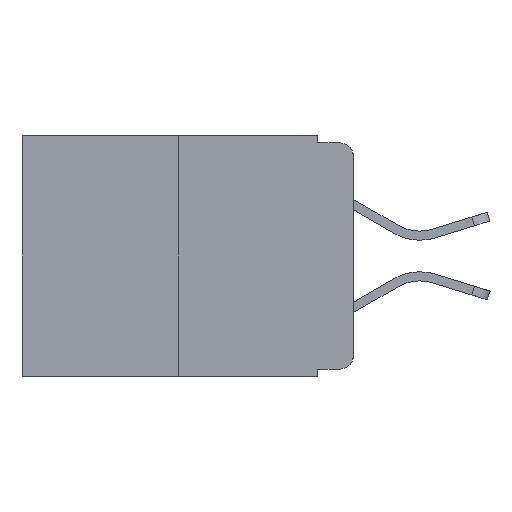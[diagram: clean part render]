
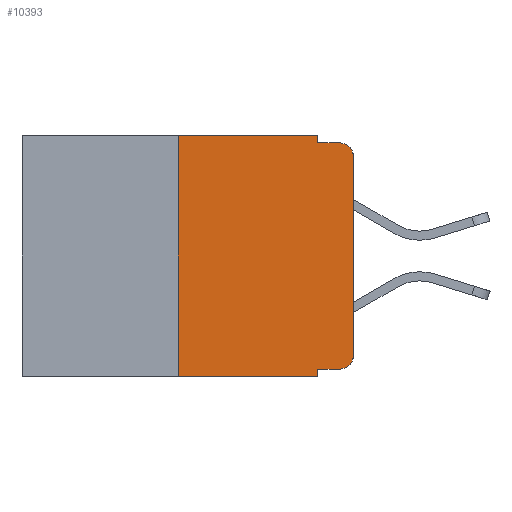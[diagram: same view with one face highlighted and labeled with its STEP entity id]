
A CAD part, left-side view. The second image highlights one B-rep face of the part: STEP entity #10393.
In plain terms, the highlighted planar face has unit normal (-1, 0, 0).
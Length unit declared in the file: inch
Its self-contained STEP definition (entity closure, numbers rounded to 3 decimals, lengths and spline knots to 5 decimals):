
#217 = VERTEX_POINT ( 'NONE', #2673 ) ;
#249 = VERTEX_POINT ( 'NONE', #9184 ) ;
#474 = FACE_OUTER_BOUND ( 'NONE', #10790, .T. ) ;
#497 = LINE ( 'NONE', #5943, #8353 ) ;
#721 = DIRECTION ( 'NONE',  ( 0., 0., 1. ) ) ;
#1017 = DIRECTION ( 'NONE',  ( 0., 0., -1. ) ) ;
#1089 = VECTOR ( 'NONE', #4378, 39.37008 ) ;
#1334 = ORIENTED_EDGE ( 'NONE', *, *, #14055, .T. ) ;
#1357 = EDGE_CURVE ( 'NONE', #3929, #9633, #3820, .T. ) ;
#1646 = VERTEX_POINT ( 'NONE', #12163 ) ;
#1739 = DIRECTION ( 'NONE',  ( -1., 0., 0. ) ) ;
#1836 = CARTESIAN_POINT ( 'NONE',  ( 0., 0.02, -0.03 ) ) ;
#2614 = DIRECTION ( 'NONE',  ( 0., 0., -1. ) ) ;
#2673 = CARTESIAN_POINT ( 'NONE',  ( 0., 0.051, 0. ) ) ;
#2755 = ORIENTED_EDGE ( 'NONE', *, *, #10660, .F. ) ;
#3418 = DIRECTION ( 'NONE',  ( 0., 0., -1. ) ) ;
#3820 = CIRCLE ( 'NONE', #8773, 0.02 ) ;
#3883 = VERTEX_POINT ( 'NONE', #3981 ) ;
#3929 = VERTEX_POINT ( 'NONE', #9658 ) ;
#3981 = CARTESIAN_POINT ( 'NONE',  ( 0., 0.02, -0.01 ) ) ;
#4142 = CARTESIAN_POINT ( 'NONE',  ( 0., 0.051, -0.333 ) ) ;
#4378 = DIRECTION ( 'NONE',  ( 0., -1., 0. ) ) ;
#4476 = CARTESIAN_POINT ( 'NONE',  ( 0., 0.051, -0.01 ) ) ;
#4788 = ORIENTED_EDGE ( 'NONE', *, *, #9736, .T. ) ;
#5001 = AXIS2_PLACEMENT_3D ( 'NONE', #1836, #1739, #6218 ) ;
#5035 = LINE ( 'NONE', #11373, #12445 ) ;
#5139 = LINE ( 'NONE', #10019, #1089 ) ;
#5495 = VERTEX_POINT ( 'NONE', #10637 ) ;
#5788 = DIRECTION ( 'NONE',  ( 0., -1., 0. ) ) ;
#5830 = PLANE ( 'NONE',  #8376 ) ;
#5943 = CARTESIAN_POINT ( 'NONE',  ( 0., 0.051, 0. ) ) ;
#5999 = DIRECTION ( 'NONE',  ( 0., 0., 1. ) ) ;
#6086 = VECTOR ( 'NONE', #5788, 39.37008 ) ;
#6218 = DIRECTION ( 'NONE',  ( 0., 0., -1. ) ) ;
#6518 = ORIENTED_EDGE ( 'NONE', *, *, #10227, .T. ) ;
#6526 = VECTOR ( 'NONE', #12185, 39.37008 ) ;
#6589 = EDGE_CURVE ( 'NONE', #1646, #3883, #12381, .T. ) ;
#6803 = CARTESIAN_POINT ( 'NONE',  ( 0., 0.051, -0.343 ) ) ;
#6882 = CIRCLE ( 'NONE', #5001, 0.02 ) ;
#7079 = VERTEX_POINT ( 'NONE', #4142 ) ;
#7257 = CARTESIAN_POINT ( 'NONE',  ( 0., 0., 0. ) ) ;
#7399 = DIRECTION ( 'NONE',  ( -1., 0., 0. ) ) ;
#7531 = CARTESIAN_POINT ( 'NONE',  ( 0., 0.051, 0. ) ) ;
#7723 = ORIENTED_EDGE ( 'NONE', *, *, #10936, .F. ) ;
#8077 = CARTESIAN_POINT ( 'NONE',  ( 0., 0.473, 0. ) ) ;
#8353 = VECTOR ( 'NONE', #2614, 39.37008 ) ;
#8376 = AXIS2_PLACEMENT_3D ( 'NONE', #8077, #11766, #9594 ) ;
#8629 = VERTEX_POINT ( 'NONE', #11332 ) ;
#8671 = VECTOR ( 'NONE', #1017, 39.37008 ) ;
#8773 = AXIS2_PLACEMENT_3D ( 'NONE', #13946, #7399, #3418 ) ;
#9040 = LINE ( 'NONE', #12346, #6086 ) ;
#9082 = VERTEX_POINT ( 'NONE', #6803 ) ;
#9184 = CARTESIAN_POINT ( 'NONE',  ( 0., 0.25, -0.343 ) ) ;
#9309 = LINE ( 'NONE', #11649, #11033 ) ;
#9474 = ORIENTED_EDGE ( 'NONE', *, *, #9645, .F. ) ;
#9594 = DIRECTION ( 'NONE',  ( 0., 0., -1. ) ) ;
#9633 = VERTEX_POINT ( 'NONE', #13520 ) ;
#9645 = EDGE_CURVE ( 'NONE', #7079, #9082, #497, .T. ) ;
#9658 = CARTESIAN_POINT ( 'NONE',  ( 0., 0.02, -0.333 ) ) ;
#9683 = ORIENTED_EDGE ( 'NONE', *, *, #13807, .F. ) ;
#9736 = EDGE_CURVE ( 'NONE', #9633, #8629, #13817, .T. ) ;
#9738 = VECTOR ( 'NONE', #721, 39.37008 ) ;
#10019 = CARTESIAN_POINT ( 'NONE',  ( 0., 0.473, -0.343 ) ) ;
#10227 = EDGE_CURVE ( 'NONE', #7079, #3929, #9040, .T. ) ;
#10393 = ADVANCED_FACE ( 'NONE', ( #474 ), #5830, .F. ) ;
#10584 = DIRECTION ( 'NONE',  ( 0., -1., 0. ) ) ;
#10637 = CARTESIAN_POINT ( 'NONE',  ( 0., 0.25, 0. ) ) ;
#10660 = EDGE_CURVE ( 'NONE', #249, #5495, #5035, .T. ) ;
#10790 = EDGE_LOOP ( 'NONE', ( #4788, #12842, #13203, #7723, #9683, #2755, #1334, #9474, #6518, #13327 ) ) ;
#10936 = EDGE_CURVE ( 'NONE', #217, #1646, #11423, .T. ) ;
#11033 = VECTOR ( 'NONE', #10584, 39.37008 ) ;
#11332 = CARTESIAN_POINT ( 'NONE',  ( 0., 0., -0.03 ) ) ;
#11373 = CARTESIAN_POINT ( 'NONE',  ( 0., 0.25, 0. ) ) ;
#11423 = LINE ( 'NONE', #7531, #8671 ) ;
#11649 = CARTESIAN_POINT ( 'NONE',  ( 0., 0.473, 0. ) ) ;
#11766 = DIRECTION ( 'NONE',  ( 1., 0., 0. ) ) ;
#12163 = CARTESIAN_POINT ( 'NONE',  ( 0., 0.051, -0.01 ) ) ;
#12185 = DIRECTION ( 'NONE',  ( 0., -1., 0. ) ) ;
#12346 = CARTESIAN_POINT ( 'NONE',  ( 0., 0.051, -0.333 ) ) ;
#12381 = LINE ( 'NONE', #4476, #6526 ) ;
#12445 = VECTOR ( 'NONE', #5999, 39.37008 ) ;
#12842 = ORIENTED_EDGE ( 'NONE', *, *, #13798, .T. ) ;
#13203 = ORIENTED_EDGE ( 'NONE', *, *, #6589, .F. ) ;
#13327 = ORIENTED_EDGE ( 'NONE', *, *, #1357, .T. ) ;
#13520 = CARTESIAN_POINT ( 'NONE',  ( 0., 0., -0.313 ) ) ;
#13798 = EDGE_CURVE ( 'NONE', #8629, #3883, #6882, .T. ) ;
#13807 = EDGE_CURVE ( 'NONE', #5495, #217, #9309, .T. ) ;
#13817 = LINE ( 'NONE', #7257, #9738 ) ;
#13946 = CARTESIAN_POINT ( 'NONE',  ( 0., 0.02, -0.313 ) ) ;
#14055 = EDGE_CURVE ( 'NONE', #249, #9082, #5139, .T. ) ;
